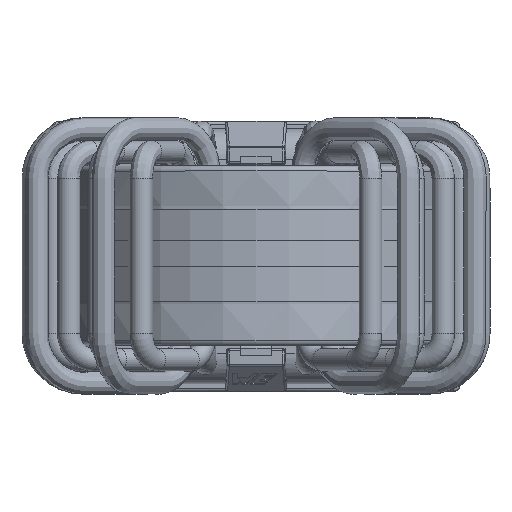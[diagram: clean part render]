
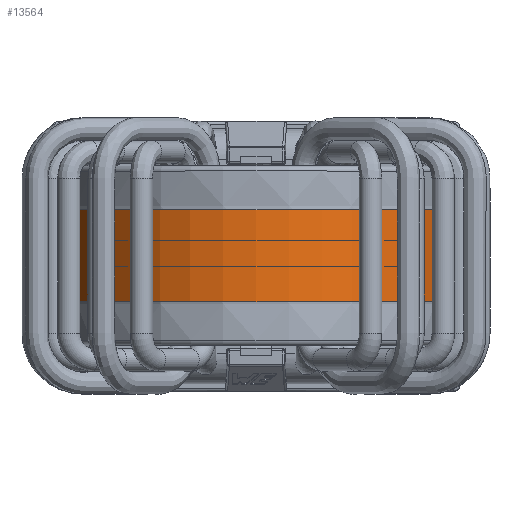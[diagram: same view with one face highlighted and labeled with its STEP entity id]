
A CAD part, top view. The second image highlights one B-rep face of the part: STEP entity #13564.
In plain terms, the highlighted cylindrical face has radius 18.85 mm (diameter 37.7 mm), a full revolution.
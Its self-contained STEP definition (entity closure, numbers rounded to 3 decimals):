
#421=CYLINDRICAL_SURFACE('',#16967,18.85);
#998=CIRCLE('',#16968,18.85);
#999=CIRCLE('',#16969,18.85);
#4662=ORIENTED_EDGE('',*,*,#6485,.T.);
#4663=ORIENTED_EDGE('',*,*,#6486,.F.);
#6485=EDGE_CURVE('',#7744,#7744,#998,.T.);
#6486=EDGE_CURVE('',#7745,#7745,#999,.T.);
#7744=VERTEX_POINT('',#44629);
#7745=VERTEX_POINT('',#44631);
#11266=EDGE_LOOP('',(#4662));
#11267=EDGE_LOOP('',(#4663));
#12330=FACE_BOUND('',#11266,.T.);
#12331=FACE_BOUND('',#11267,.T.);
#13564=ADVANCED_FACE('',(#12330,#12331),#421,.T.);
#16967=AXIS2_PLACEMENT_3D('',#44627,#20806,#20807);
#16968=AXIS2_PLACEMENT_3D('',#44628,#20808,#20809);
#16969=AXIS2_PLACEMENT_3D('',#44630,#20810,#20811);
#20806=DIRECTION('',(0.,1.,0.));
#20807=DIRECTION('',(0.,0.,1.));
#20808=DIRECTION('',(0.,1.,0.));
#20809=DIRECTION('',(1.,0.,0.));
#20810=DIRECTION('',(0.,1.,0.));
#20811=DIRECTION('',(1.,0.,0.));
#44627=CARTESIAN_POINT('',(0.,-4.5,0.));
#44628=CARTESIAN_POINT('',(0.,-4.5,0.));
#44629=CARTESIAN_POINT('',(18.85,-4.5,0.));
#44630=CARTESIAN_POINT('',(0.,4.5,0.));
#44631=CARTESIAN_POINT('',(18.85,4.5,0.));
